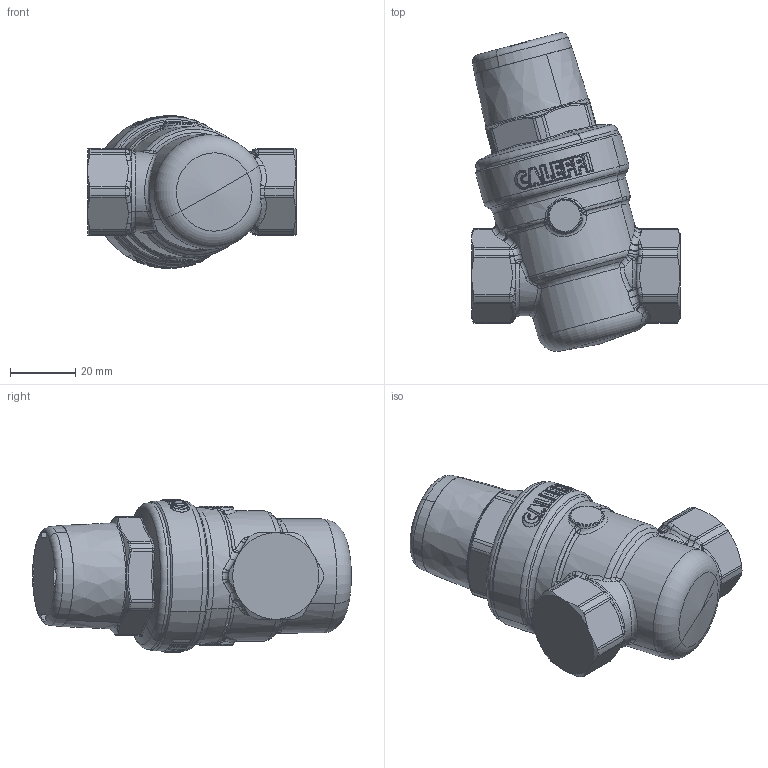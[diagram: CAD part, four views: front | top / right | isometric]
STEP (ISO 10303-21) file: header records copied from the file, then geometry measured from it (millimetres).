
FILE_DESCRIPTION(('CATIA V5 STEP Exchange'),'2;1');
FILE_NAME('STEP_533041H_-_TST.stp','2017-09-20T08:53:39+00:00',('none'),('none'),'CATIA Version 5-6 Release 2014 SP5','CATIA V5 STEP AP203','none');
FILE_SCHEMA(('CONFIG_CONTROL_DESIGN'));
Length unit declared in the file: millimetre
Products named in the file (1): 533041H - TST
Bounding box: 64 x 97.71 x 46.8 mm (x, y, z)
Surface area: 21489.1 mm2 (no closed solid volume)
Topology: 0 solids, 7 shells, 1190 faces, 2981 edges, 1647 vertices
Faces by surface type: bspline 632, cylinder 186, plane 123, sphere 115, torus 76, cone 58
Entity records: 52784 total; most frequent: CARTESIAN_POINT 33606, ORIENTED_EDGE 5293, EDGE_CURVE 2856, DIRECTION 1935, VERTEX_POINT 1647, ADVANCED_FACE 1190, EDGE_LOOP 1190, FACE_OUTER_BOUND 1190
